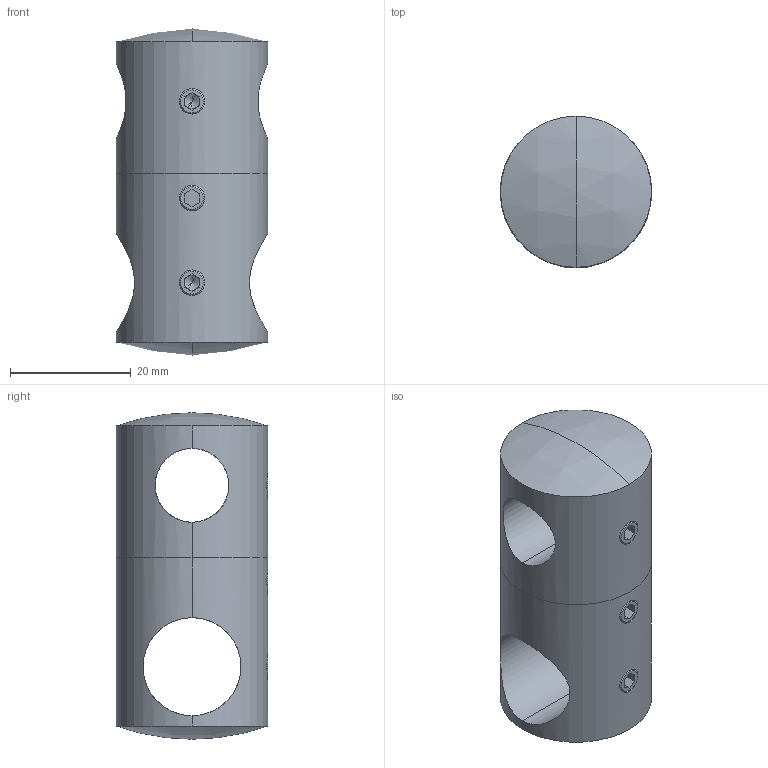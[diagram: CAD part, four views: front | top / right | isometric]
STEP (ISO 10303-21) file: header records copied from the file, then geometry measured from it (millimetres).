
FILE_DESCRIPTION (( 'STEP AP203' ), '1' );
FILE_NAME ('50419-240.step', '2020-10-12T08:19:50', ( '' ), ( '' ), 'SwSTEP 2.0', 'SolidWorks 2018', '' );
FILE_SCHEMA (( 'CONFIG_CONTROL_DESIGN' ));
Length unit declared in the file: millimetre
Products named in the file (12): Doppelquerstabhalter Teil1_50424-240 Teil1; Doppelquerstabhalter Teil1; DIN913_DIN 913 M5x6; 50419-240; DIN913_DIN 913 M5x4; Doppelquerstabhalter Teil2_50424-240 Teil2; DIN914; DIN914_DIN 914 M5x5; Doppelquerstabhalter Teil2; DIN913
Assembly tree (7 placements, depth 2):
  Doppelquerstabhalter Teil1
  50419-240
    DIN914
    DIN913
  50419-240
    Doppelquerstabhalter Teil1_50424-240 Teil1
    Doppelquerstabhalter Teil2_50424-240 Teil2
    DIN914_DIN 914 M5x5
    DIN913_DIN 913 M5x4
    DIN913_DIN 913 M5x6
  Doppelquerstabhalter Teil2
  DIN913
Bounding box: 25 x 25 x 54 mm (x, y, z)
Volume: 17442.3 mm3; surface area: 8505.4 mm2
Topology: 5 solids, 5 shells, 322 faces, 828 edges, 537 vertices
Faces by surface type: plane 180, bspline 86, cylinder 26, cone 24, sphere 4, torus 2
Entity records: 18857 total; most frequent: CARTESIAN_POINT 10470, ORIENTED_EDGE 1640, DIRECTION 1202, EDGE_CURVE 820, VECTOR 552, LINE 552, VERTEX_POINT 533, EDGE_LOOP 357
